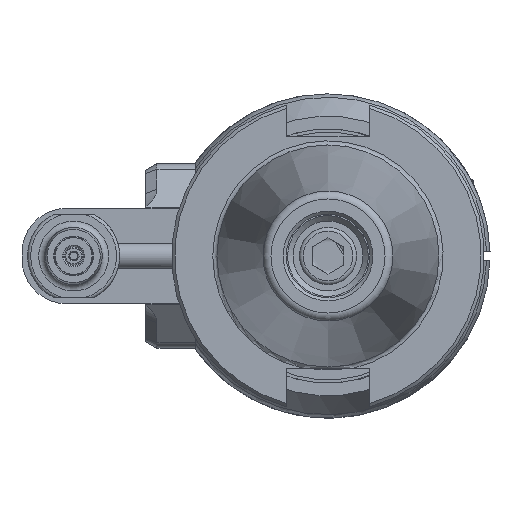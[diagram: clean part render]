
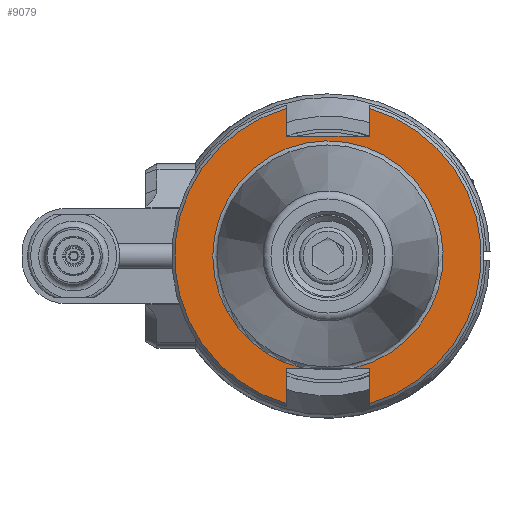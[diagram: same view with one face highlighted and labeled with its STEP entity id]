
A CAD part, left-side view. The second image highlights one B-rep face of the part: STEP entity #9079.
In plain terms, the highlighted planar face has unit normal (-1, 0, 0).
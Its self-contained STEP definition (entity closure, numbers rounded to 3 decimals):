
#985=LINE('',#57173,#1590);
#988=LINE('',#57191,#1593);
#1000=LINE('',#57236,#1605);
#1001=LINE('',#57241,#1606);
#1002=LINE('',#57244,#1607);
#1003=LINE('',#57248,#1608);
#1004=LINE('',#57250,#1609);
#1590=VECTOR('',#12336,8.734);
#1593=VECTOR('',#12351,11.147);
#1605=VECTOR('',#12397,25.908);
#1606=VECTOR('',#12402,4.846);
#1607=VECTOR('',#12405,8.734);
#1608=VECTOR('',#12408,11.147);
#1609=VECTOR('',#12409,4.846);
#2250=FACE_OUTER_BOUND('',#2806,.T.);
#2806=EDGE_LOOP('',(#7679,#7680,#7681,#7682,#7683,#7684,#7685,#7686,#7687,
#7688,#7689));
#3269=CIRCLE('',#10141,48.225);
#3270=CIRCLE('',#10142,48.225);
#3271=CIRCLE('',#10143,36.225);
#3272=CIRCLE('',#10144,36.225);
#4053=VERTEX_POINT('',#57170);
#4054=VERTEX_POINT('',#57172);
#4059=VERTEX_POINT('',#57188);
#4060=VERTEX_POINT('',#57190);
#4073=VERTEX_POINT('',#57234);
#4075=VERTEX_POINT('',#57240);
#4076=VERTEX_POINT('',#57243);
#4077=VERTEX_POINT('',#57245);
#4078=VERTEX_POINT('',#57247);
#4079=VERTEX_POINT('',#57249);
#4080=VERTEX_POINT('',#57251);
#5275=EDGE_CURVE('',#4053,#4054,#985,.T.);
#5283=EDGE_CURVE('',#4059,#4060,#988,.T.);
#5305=EDGE_CURVE('',#4053,#4073,#1000,.T.);
#5307=EDGE_CURVE('',#4075,#4060,#1001,.T.);
#5308=EDGE_CURVE('',#4059,#4054,#3269,.T.);
#5309=EDGE_CURVE('',#4076,#4073,#1002,.T.);
#5310=EDGE_CURVE('',#4076,#4077,#3270,.T.);
#5311=EDGE_CURVE('',#4078,#4077,#1003,.T.);
#5312=EDGE_CURVE('',#4078,#4079,#1004,.T.);
#5313=EDGE_CURVE('',#4079,#4080,#3271,.T.);
#5314=EDGE_CURVE('',#4080,#4075,#3272,.T.);
#7679=ORIENTED_EDGE('',*,*,#5307,.T.);
#7680=ORIENTED_EDGE('',*,*,#5283,.F.);
#7681=ORIENTED_EDGE('',*,*,#5308,.T.);
#7682=ORIENTED_EDGE('',*,*,#5275,.F.);
#7683=ORIENTED_EDGE('',*,*,#5305,.T.);
#7684=ORIENTED_EDGE('',*,*,#5309,.F.);
#7685=ORIENTED_EDGE('',*,*,#5310,.T.);
#7686=ORIENTED_EDGE('',*,*,#5311,.F.);
#7687=ORIENTED_EDGE('',*,*,#5312,.T.);
#7688=ORIENTED_EDGE('',*,*,#5313,.T.);
#7689=ORIENTED_EDGE('',*,*,#5314,.T.);
#8342=PLANE('',#10140);
#9079=ADVANCED_FACE('',(#2250),#8342,.F.);
#10140=AXIS2_PLACEMENT_3D('',#57239,#12400,#12401);
#10141=AXIS2_PLACEMENT_3D('',#57242,#12403,#12404);
#10142=AXIS2_PLACEMENT_3D('',#57246,#12406,#12407);
#10143=AXIS2_PLACEMENT_3D('',#57252,#12410,#12411);
#10144=AXIS2_PLACEMENT_3D('',#57253,#12412,#12413);
#12336=DIRECTION('',(0.,0.,1.));
#12351=DIRECTION('',(0.,0.,1.));
#12397=DIRECTION('',(0.,1.,0.));
#12400=DIRECTION('center_axis',(1.,0.,0.));
#12401=DIRECTION('ref_axis',(0.,-1.,0.));
#12402=DIRECTION('',(0.,-1.,0.));
#12403=DIRECTION('center_axis',(-1.,0.,0.));
#12404=DIRECTION('ref_axis',(0.,-0.269,-0.963));
#12405=DIRECTION('',(0.,0.,-1.));
#12406=DIRECTION('center_axis',(-1.,0.,0.));
#12407=DIRECTION('ref_axis',(0.,0.269,0.963));
#12408=DIRECTION('',(0.,0.,-1.));
#12409=DIRECTION('',(0.,-1.,0.));
#12410=DIRECTION('center_axis',(1.,0.,0.));
#12411=DIRECTION('ref_axis',(0.,-1.,0.));
#12412=DIRECTION('center_axis',(1.,0.,0.));
#12413=DIRECTION('ref_axis',(0.,-1.,0.));
#57170=CARTESIAN_POINT('',(3.175,-12.954,37.719));
#57172=CARTESIAN_POINT('',(3.175,-12.954,46.453));
#57173=CARTESIAN_POINT('',(3.175,-12.954,37.719));
#57188=CARTESIAN_POINT('',(3.175,-12.954,-46.453));
#57190=CARTESIAN_POINT('',(3.175,-12.954,-35.306));
#57191=CARTESIAN_POINT('',(3.175,-12.954,-46.453));
#57234=CARTESIAN_POINT('',(3.175,12.954,37.719));
#57236=CARTESIAN_POINT('',(3.175,-12.954,37.719));
#57239=CARTESIAN_POINT('Origin',(3.175,-42.625,0.));
#57240=CARTESIAN_POINT('',(3.175,-8.108,-35.306));
#57241=CARTESIAN_POINT('',(3.175,-8.108,-35.306));
#57242=CARTESIAN_POINT('Origin',(3.175,0.,0.));
#57243=CARTESIAN_POINT('',(3.175,12.954,46.453));
#57244=CARTESIAN_POINT('',(3.175,12.954,46.453));
#57245=CARTESIAN_POINT('',(3.175,12.954,-46.453));
#57246=CARTESIAN_POINT('Origin',(3.175,0.,0.));
#57247=CARTESIAN_POINT('',(3.175,12.954,-35.306));
#57248=CARTESIAN_POINT('',(3.175,12.954,-35.306));
#57249=CARTESIAN_POINT('',(3.175,8.108,-35.306));
#57250=CARTESIAN_POINT('',(3.175,12.954,-35.306));
#57251=CARTESIAN_POINT('',(3.175,36.225,0.));
#57252=CARTESIAN_POINT('Origin',(3.175,0.,0.));
#57253=CARTESIAN_POINT('Origin',(3.175,0.,0.));
